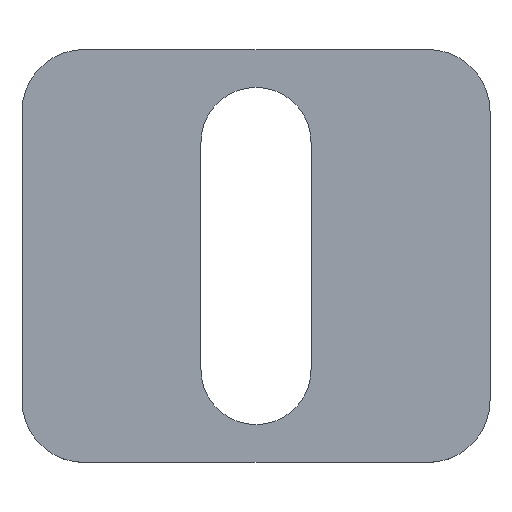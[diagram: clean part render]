
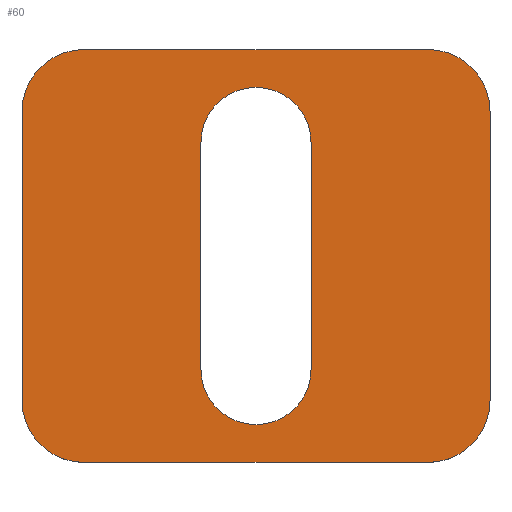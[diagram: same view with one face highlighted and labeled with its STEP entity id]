
A CAD part, top view. The second image highlights one B-rep face of the part: STEP entity #60.
In plain terms, the highlighted planar face has unit normal (0, 0, 1).
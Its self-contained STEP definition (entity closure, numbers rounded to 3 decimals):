
#60=ADVANCED_FACE('',(#82,#83),#74,.T.);
#74=PLANE('',#301);
#82=FACE_BOUND('',#86,.T.);
#83=FACE_BOUND('',#87,.T.);
#86=EDGE_LOOP('',(#114,#115,#116,#117));
#87=EDGE_LOOP('',(#118,#119,#120,#121,#122,#123,#124,#125));
#102=CIRCLE('',#295,4.);
#103=CIRCLE('',#296,4.);
#104=CIRCLE('',#297,4.5);
#105=CIRCLE('',#298,4.5);
#106=CIRCLE('',#299,4.5);
#107=CIRCLE('',#300,4.5);
#114=ORIENTED_EDGE('',*,*,#210,.T.);
#115=ORIENTED_EDGE('',*,*,#211,.F.);
#116=ORIENTED_EDGE('',*,*,#212,.F.);
#117=ORIENTED_EDGE('',*,*,#213,.F.);
#118=ORIENTED_EDGE('',*,*,#214,.F.);
#119=ORIENTED_EDGE('',*,*,#215,.T.);
#120=ORIENTED_EDGE('',*,*,#216,.F.);
#121=ORIENTED_EDGE('',*,*,#217,.T.);
#122=ORIENTED_EDGE('',*,*,#218,.F.);
#123=ORIENTED_EDGE('',*,*,#219,.T.);
#124=ORIENTED_EDGE('',*,*,#220,.F.);
#125=ORIENTED_EDGE('',*,*,#221,.T.);
#186=VERTEX_POINT('',#401);
#187=VERTEX_POINT('',#402);
#188=VERTEX_POINT('',#404);
#189=VERTEX_POINT('',#406);
#190=VERTEX_POINT('',#409);
#191=VERTEX_POINT('',#410);
#192=VERTEX_POINT('',#412);
#193=VERTEX_POINT('',#414);
#194=VERTEX_POINT('',#416);
#195=VERTEX_POINT('',#418);
#196=VERTEX_POINT('',#420);
#197=VERTEX_POINT('',#422);
#210=EDGE_CURVE('',#186,#187,#246,.T.);
#211=EDGE_CURVE('',#188,#187,#102,.T.);
#212=EDGE_CURVE('',#189,#188,#247,.T.);
#213=EDGE_CURVE('',#186,#189,#103,.T.);
#214=EDGE_CURVE('',#190,#191,#248,.T.);
#215=EDGE_CURVE('',#190,#192,#104,.T.);
#216=EDGE_CURVE('',#193,#192,#249,.T.);
#217=EDGE_CURVE('',#193,#194,#105,.T.);
#218=EDGE_CURVE('',#195,#194,#250,.T.);
#219=EDGE_CURVE('',#195,#196,#106,.T.);
#220=EDGE_CURVE('',#197,#196,#251,.T.);
#221=EDGE_CURVE('',#197,#191,#107,.T.);
#246=LINE('',#400,#270);
#247=LINE('',#405,#271);
#248=LINE('',#408,#272);
#249=LINE('',#413,#273);
#250=LINE('',#417,#274);
#251=LINE('',#421,#275);
#270=VECTOR('',#323,1.);
#271=VECTOR('',#326,1.);
#272=VECTOR('',#329,1.);
#273=VECTOR('',#332,1.);
#274=VECTOR('',#335,1.);
#275=VECTOR('',#338,1.);
#295=AXIS2_PLACEMENT_3D('',#403,#324,#325);
#296=AXIS2_PLACEMENT_3D('',#407,#327,#328);
#297=AXIS2_PLACEMENT_3D('',#411,#330,#331);
#298=AXIS2_PLACEMENT_3D('',#415,#333,#334);
#299=AXIS2_PLACEMENT_3D('',#419,#336,#337);
#300=AXIS2_PLACEMENT_3D('',#423,#339,#340);
#301=AXIS2_PLACEMENT_3D('',#424,#341,#342);
#323=DIRECTION('',(0.,1.,0.));
#324=DIRECTION('',(0.,0.,1.));
#325=DIRECTION('',(1.,0.,0.));
#326=DIRECTION('',(0.,1.,0.));
#327=DIRECTION('',(0.,0.,1.));
#328=DIRECTION('',(1.,0.,0.));
#329=DIRECTION('',(-1.,0.,0.));
#330=DIRECTION('',(0.,0.,1.));
#331=DIRECTION('',(1.,0.,0.));
#332=DIRECTION('',(0.,-1.,0.));
#333=DIRECTION('',(0.,0.,1.));
#334=DIRECTION('',(1.,0.,0.));
#335=DIRECTION('',(1.,0.,0.));
#336=DIRECTION('',(0.,0.,1.));
#337=DIRECTION('',(1.,0.,0.));
#338=DIRECTION('',(0.,1.,0.));
#339=DIRECTION('',(0.,0.,1.));
#340=DIRECTION('',(1.,0.,0.));
#341=DIRECTION('',(0.,0.,1.));
#342=DIRECTION('',(1.,0.,0.));
#400=CARTESIAN_POINT('',(13.,15.,1.5));
#401=CARTESIAN_POINT('',(13.,6.75,1.5));
#402=CARTESIAN_POINT('',(13.,23.25,1.5));
#403=CARTESIAN_POINT('',(17.,23.25,1.5));
#404=CARTESIAN_POINT('',(21.,23.25,1.5));
#405=CARTESIAN_POINT('',(21.,15.,1.5));
#406=CARTESIAN_POINT('',(21.,6.75,1.5));
#407=CARTESIAN_POINT('',(17.,6.75,1.5));
#408=CARTESIAN_POINT('',(17.,0.,1.5));
#409=CARTESIAN_POINT('',(29.5,0.,1.5));
#410=CARTESIAN_POINT('',(4.5,0.,1.5));
#411=CARTESIAN_POINT('',(29.5,4.5,1.5));
#412=CARTESIAN_POINT('',(34.,4.5,1.5));
#413=CARTESIAN_POINT('',(34.,15.,1.5));
#414=CARTESIAN_POINT('',(34.,25.5,1.5));
#415=CARTESIAN_POINT('',(29.5,25.5,1.5));
#416=CARTESIAN_POINT('',(29.5,30.,1.5));
#417=CARTESIAN_POINT('',(17.,30.,1.5));
#418=CARTESIAN_POINT('',(4.5,30.,1.5));
#419=CARTESIAN_POINT('',(4.5,25.5,1.5));
#420=CARTESIAN_POINT('',(0.,25.5,1.5));
#421=CARTESIAN_POINT('',(0.,15.,1.5));
#422=CARTESIAN_POINT('',(0.,4.5,1.5));
#423=CARTESIAN_POINT('',(4.5,4.5,1.5));
#424=CARTESIAN_POINT('',(17.,15.,1.5));
